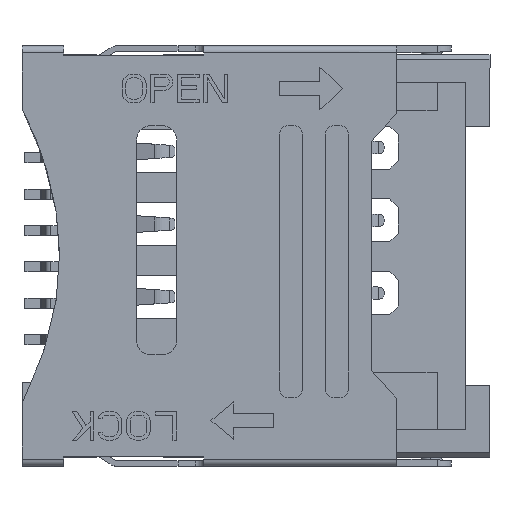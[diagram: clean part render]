
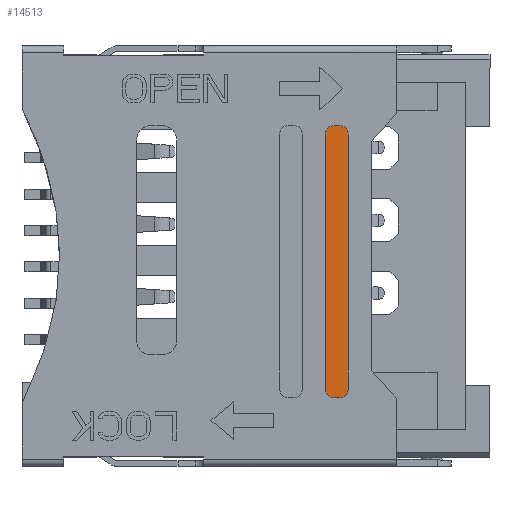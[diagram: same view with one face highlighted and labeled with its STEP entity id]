
A CAD part, top view. The second image highlights one B-rep face of the part: STEP entity #14513.
In plain terms, the highlighted planar face has unit normal (0, 0, 1).
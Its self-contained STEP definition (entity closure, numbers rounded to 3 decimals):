
#304=PLANE('',#15378);
#1376=LINE('',#21565,#3165);
#1380=LINE('',#21574,#3169);
#1383=LINE('',#21582,#3172);
#1385=LINE('',#21589,#3174);
#3165=VECTOR('',#17304,1000.);
#3169=VECTOR('',#17314,1000.);
#3172=VECTOR('',#17323,1000.);
#3174=VECTOR('',#17331,1000.);
#4741=FACE_OUTER_BOUND('',#5539,.T.);
#5539=EDGE_LOOP('',(#11279,#11280,#11281,#11282,#11283,#11284,#11285,#11286));
#6181=CIRCLE('',#15357,0.3);
#6182=CIRCLE('',#15360,0.3);
#6183=CIRCLE('',#15363,0.3);
#6184=CIRCLE('',#15366,0.3);
#6847=VERTEX_POINT('',#21562);
#6848=VERTEX_POINT('',#21564);
#6849=VERTEX_POINT('',#21568);
#6850=VERTEX_POINT('',#21572);
#6851=VERTEX_POINT('',#21576);
#6852=VERTEX_POINT('',#21580);
#6853=VERTEX_POINT('',#21584);
#6854=VERTEX_POINT('',#21588);
#8474=EDGE_CURVE('',#6848,#6847,#1376,.T.);
#8476=EDGE_CURVE('',#6849,#6848,#6181,.T.);
#8479=EDGE_CURVE('',#6849,#6850,#1380,.T.);
#8480=EDGE_CURVE('',#6851,#6850,#6182,.T.);
#8483=EDGE_CURVE('',#6851,#6852,#1383,.T.);
#8484=EDGE_CURVE('',#6853,#6852,#6183,.T.);
#8486=EDGE_CURVE('',#6854,#6853,#1385,.T.);
#8488=EDGE_CURVE('',#6847,#6854,#6184,.T.);
#11279=ORIENTED_EDGE('',*,*,#8479,.F.);
#11280=ORIENTED_EDGE('',*,*,#8476,.T.);
#11281=ORIENTED_EDGE('',*,*,#8474,.T.);
#11282=ORIENTED_EDGE('',*,*,#8488,.T.);
#11283=ORIENTED_EDGE('',*,*,#8486,.T.);
#11284=ORIENTED_EDGE('',*,*,#8484,.T.);
#11285=ORIENTED_EDGE('',*,*,#8483,.F.);
#11286=ORIENTED_EDGE('',*,*,#8480,.T.);
#14513=ADVANCED_FACE('',(#4741),#304,.T.);
#15357=AXIS2_PLACEMENT_3D('',#21569,#17308,#17309);
#15360=AXIS2_PLACEMENT_3D('',#21577,#17317,#17318);
#15363=AXIS2_PLACEMENT_3D('',#21585,#17326,#17327);
#15366=AXIS2_PLACEMENT_3D('',#21592,#17335,#17336);
#15378=AXIS2_PLACEMENT_3D('',#21704,#17409,#17410);
#17304=DIRECTION('',(1.,0.,0.));
#17308=DIRECTION('center_axis',(0.,0.,
1.));
#17309=DIRECTION('ref_axis',(0.,-1.,0.));
#17314=DIRECTION('',(0.,1.,0.));
#17317=DIRECTION('center_axis',(0.,0.,
1.));
#17318=DIRECTION('ref_axis',(0.,-1.,0.));
#17323=DIRECTION('',(1.,0.,0.));
#17326=DIRECTION('center_axis',(0.,0.,
1.));
#17327=DIRECTION('ref_axis',(0.,-1.,0.));
#17331=DIRECTION('',(0.,1.,0.));
#17335=DIRECTION('center_axis',(0.,0.,
1.));
#17336=DIRECTION('ref_axis',(0.,-1.,0.));
#17409=DIRECTION('center_axis',(0.,0.,
1.));
#17410=DIRECTION('ref_axis',(0.,-1.,0.));
#21562=CARTESIAN_POINT('',(-0.539,-5.01,1.701));
#21564=CARTESIAN_POINT('',(-0.739,-5.01,1.701));
#21565=CARTESIAN_POINT('',(-1.039,-5.01,1.701));
#21568=CARTESIAN_POINT('',(-1.039,-4.71,1.701));
#21569=CARTESIAN_POINT('Origin',(-0.739,-4.71,1.701));
#21572=CARTESIAN_POINT('',(-1.039,4.19,1.701));
#21574=CARTESIAN_POINT('',(-1.039,4.19,1.701));
#21576=CARTESIAN_POINT('',(-0.739,4.49,1.701));
#21577=CARTESIAN_POINT('Origin',(-0.739,4.19,1.701));
#21580=CARTESIAN_POINT('',(-0.539,4.49,1.701));
#21582=CARTESIAN_POINT('',(-0.739,4.49,1.701));
#21584=CARTESIAN_POINT('',(-0.239,4.19,1.701));
#21585=CARTESIAN_POINT('Origin',(-0.539,4.19,1.701));
#21588=CARTESIAN_POINT('',(-0.239,-4.71,1.701));
#21589=CARTESIAN_POINT('',(-0.239,4.19,1.701));
#21592=CARTESIAN_POINT('Origin',(-0.539,-4.71,1.701));
#21704=CARTESIAN_POINT('Origin',(-1.039,4.49,1.701));
